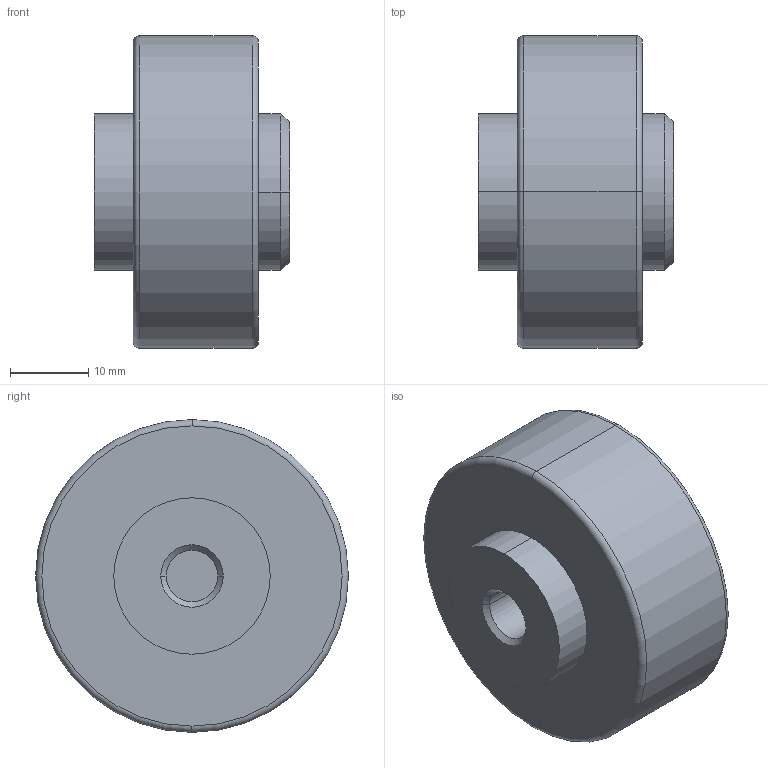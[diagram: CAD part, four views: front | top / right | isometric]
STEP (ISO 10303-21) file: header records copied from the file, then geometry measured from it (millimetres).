
FILE_DESCRIPTION(('STEP AP203'),'1');
FILE_NAME('200_143_000_without_distance_washer.stp','2014-08-06T06:30:48',('TraceParts'),('TraceParts S.A.'),'XStep 1.0',' ',' ');
FILE_SCHEMA(('CONFIG_CONTROL_DESIGN'));
Length unit declared in the file: millimetre
Products named in the file (1): 1
Bounding box: 25 x 40 x 40 mm (x, y, z)
Volume: 22129.9 mm3; surface area: 5391.3 mm2
Topology: 1 solids, 1 shells, 21 faces, 44 edges, 28 vertices
Faces by surface type: cylinder 8, plane 5, torus 4, cone 4
Entity records: 622 total; most frequent: DIRECTION 120, CARTESIAN_POINT 94, ORIENTED_EDGE 88, AXIS2_PLACEMENT_3D 54, EDGE_CURVE 44, CIRCLE 32, VERTEX_POINT 28, EDGE_LOOP 24
